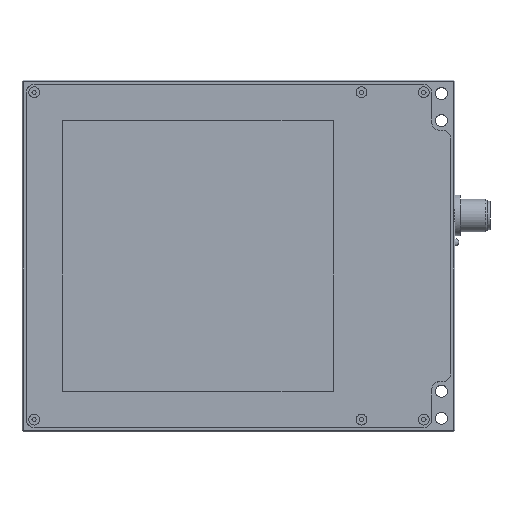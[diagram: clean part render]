
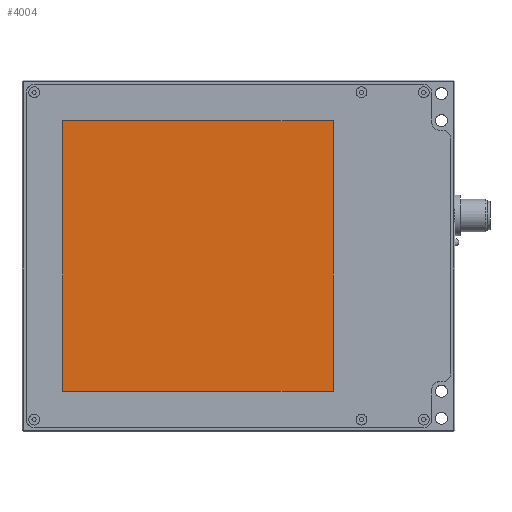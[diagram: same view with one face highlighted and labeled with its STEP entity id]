
A CAD part, top view. The second image highlights one B-rep face of the part: STEP entity #4004.
In plain terms, the highlighted planar face has unit normal (0, 0, 1).
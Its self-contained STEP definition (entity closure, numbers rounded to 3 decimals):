
#116=LINE('',#5998,#432);
#120=LINE('',#6006,#436);
#123=LINE('',#6012,#439);
#126=LINE('',#6017,#442);
#432=VECTOR('',#4861,100.);
#436=VECTOR('',#4867,100.);
#439=VECTOR('',#4872,100.);
#442=VECTOR('',#4877,100.);
#1014=FACE_OUTER_BOUND('',#1327,.T.);
#1327=EDGE_LOOP('',(#3045,#3046,#3047,#3048));
#1761=VERTEX_POINT('',#5996);
#1762=VERTEX_POINT('',#5997);
#1765=VERTEX_POINT('',#6005);
#1767=VERTEX_POINT('',#6011);
#2126=EDGE_CURVE('',#1761,#1762,#116,.T.);
#2130=EDGE_CURVE('',#1765,#1761,#120,.T.);
#2133=EDGE_CURVE('',#1762,#1767,#123,.T.);
#2136=EDGE_CURVE('',#1767,#1765,#126,.T.);
#3045=ORIENTED_EDGE('',*,*,#2130,.T.);
#3046=ORIENTED_EDGE('',*,*,#2126,.T.);
#3047=ORIENTED_EDGE('',*,*,#2133,.T.);
#3048=ORIENTED_EDGE('',*,*,#2136,.T.);
#3517=PLANE('',#4363);
#4004=ADVANCED_FACE('',(#1014),#3517,.F.);
#4363=AXIS2_PLACEMENT_3D('',#6381,#5215,#5216);
#4861=DIRECTION('',(-1.,0.,0.));
#4867=DIRECTION('',(0.,1.,0.));
#4872=DIRECTION('',(0.,-1.,0.));
#4877=DIRECTION('',(1.,0.,0.));
#5215=DIRECTION('center_axis',(0.,0.,-1.));
#5216=DIRECTION('ref_axis',(1.,0.,0.));
#5996=CARTESIAN_POINT('',(-45.,115.,14.));
#5997=CARTESIAN_POINT('',(-145.,115.,14.));
#5998=CARTESIAN_POINT('',(-45.,115.,14.));
#6005=CARTESIAN_POINT('',(-45.,15.,14.));
#6006=CARTESIAN_POINT('',(-45.,15.,14.));
#6011=CARTESIAN_POINT('',(-145.,15.,14.));
#6012=CARTESIAN_POINT('',(-145.,115.,14.));
#6017=CARTESIAN_POINT('',(-145.,15.,14.));
#6381=CARTESIAN_POINT('Origin',(-95.,65.,14.));
